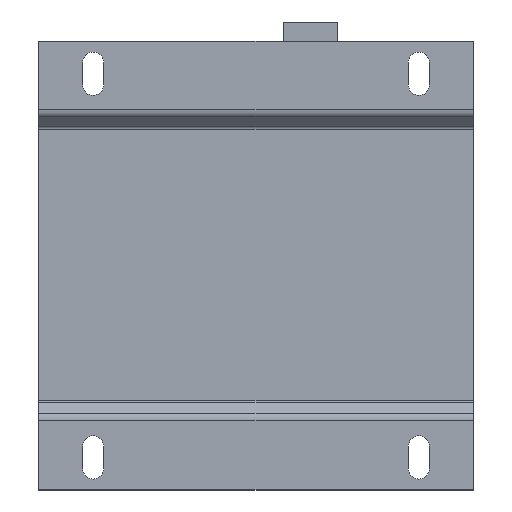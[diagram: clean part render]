
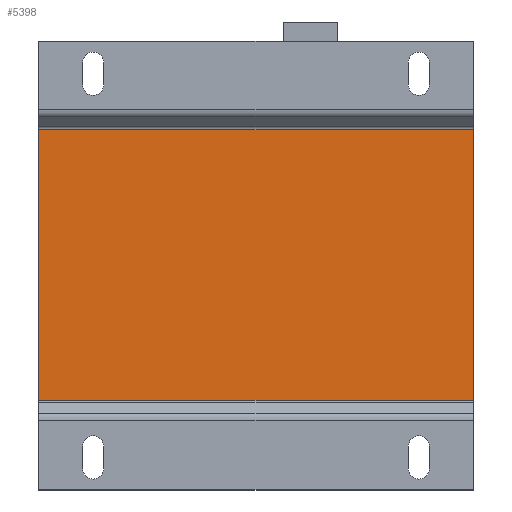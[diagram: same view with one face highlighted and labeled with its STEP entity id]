
A CAD part, front view. The second image highlights one B-rep face of the part: STEP entity #5398.
In plain terms, the highlighted planar face has unit normal (0, -1, 0).
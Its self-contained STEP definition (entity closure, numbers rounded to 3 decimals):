
#14 = VERTEX_POINT ( 'NONE', #5494 ) ;
#53 = ORIENTED_EDGE ( 'NONE', *, *, #6880, .F. ) ;
#198 = CARTESIAN_POINT ( 'NONE',  ( -60., -51.5, 37.594 ) ) ;
#504 = FACE_OUTER_BOUND ( 'NONE', #3882, .T. ) ;
#659 = EDGE_CURVE ( 'Defeature ausgef�hrt2_84+Defeature ausgef�hrt2_81+Defeature ausgef�hrt2_62+Defeature ausgef�hrt2_75', #14, #7306, #3766, .T. ) ;
#686 = DIRECTION ( 'NONE',  ( 0., 0., 1. ) ) ;
#1149 = CARTESIAN_POINT ( 'NONE',  ( 60., -51.5, -62. ) ) ;
#1486 = LINE ( 'NONE', #7875, #4985 ) ;
#1834 = AXIS2_PLACEMENT_3D ( 'NONE', #8505, #2000, #686 ) ;
#2000 = DIRECTION ( 'NONE',  ( 0., 1., 0. ) ) ;
#3322 = DIRECTION ( 'NONE',  ( -1., 0., 0. ) ) ;
#3424 = EDGE_CURVE ( 'Defeature ausgef�hrt2_81+Defeature ausgef�hrt2_74+Defeature ausgef�hrt2_82+Defeature ausgef�hrt2_84', #4894, #7306, #1486, .T. ) ;
#3611 = DIRECTION ( 'NONE',  ( -1., 0., 0. ) ) ;
#3735 = DIRECTION ( 'NONE',  ( 0., 0., -1. ) ) ;
#3766 = LINE ( 'NONE', #4777, #6932 ) ;
#3882 = EDGE_LOOP ( 'NONE', ( #5964, #53, #4440, #4141 ) ) ;
#4141 = ORIENTED_EDGE ( 'NONE', *, *, #659, .F. ) ;
#4440 = ORIENTED_EDGE ( 'NONE', *, *, #3424, .T. ) ;
#4777 = CARTESIAN_POINT ( 'NONE',  ( -60., -51.5, -62. ) ) ;
#4894 = VERTEX_POINT ( 'NONE', #6764 ) ;
#4941 = VERTEX_POINT ( 'NONE', #6804 ) ;
#4965 = EDGE_CURVE ( 'Defeature ausgef�hrt2_61+Defeature ausgef�hrt2_81+Defeature ausgef�hrt2_63+Defeature ausgef�hrt2_62', #4941, #14, #7493, .T. ) ;
#4985 = VECTOR ( 'NONE', #3322, 1000. ) ;
#5398 = ADVANCED_FACE ( 'Defeature ausgef�hrt2_81', ( #504 ), #5859, .F. ) ;
#5494 = CARTESIAN_POINT ( 'NONE',  ( -60., -51.5, -37.234 ) ) ;
#5859 = PLANE ( 'NONE',  #1834 ) ;
#5964 = ORIENTED_EDGE ( 'NONE', *, *, #4965, .F. ) ;
#6764 = CARTESIAN_POINT ( 'NONE',  ( 60., -51.5, 37.594 ) ) ;
#6804 = CARTESIAN_POINT ( 'NONE',  ( 60., -51.5, -37.234 ) ) ;
#6853 = CARTESIAN_POINT ( 'NONE',  ( 0., -51.5, -37.234 ) ) ;
#6880 = EDGE_CURVE ( 'Defeature ausgef�hrt2_82+Defeature ausgef�hrt2_81+Defeature ausgef�hrt2_76+Defeature ausgef�hrt2_63', #4894, #4941, #8314, .T. ) ;
#6932 = VECTOR ( 'NONE', #8151, 1000. ) ;
#7306 = VERTEX_POINT ( 'NONE', #198 ) ;
#7493 = LINE ( 'NONE', #6853, #8015 ) ;
#7875 = CARTESIAN_POINT ( 'NONE',  ( 0., -51.5, 37.594 ) ) ;
#8001 = VECTOR ( 'NONE', #3735, 1000. ) ;
#8015 = VECTOR ( 'NONE', #3611, 1000. ) ;
#8151 = DIRECTION ( 'NONE',  ( 0., 0., 1. ) ) ;
#8314 = LINE ( 'NONE', #1149, #8001 ) ;
#8505 = CARTESIAN_POINT ( 'NONE',  ( 0., -51.5, 0. ) ) ;
